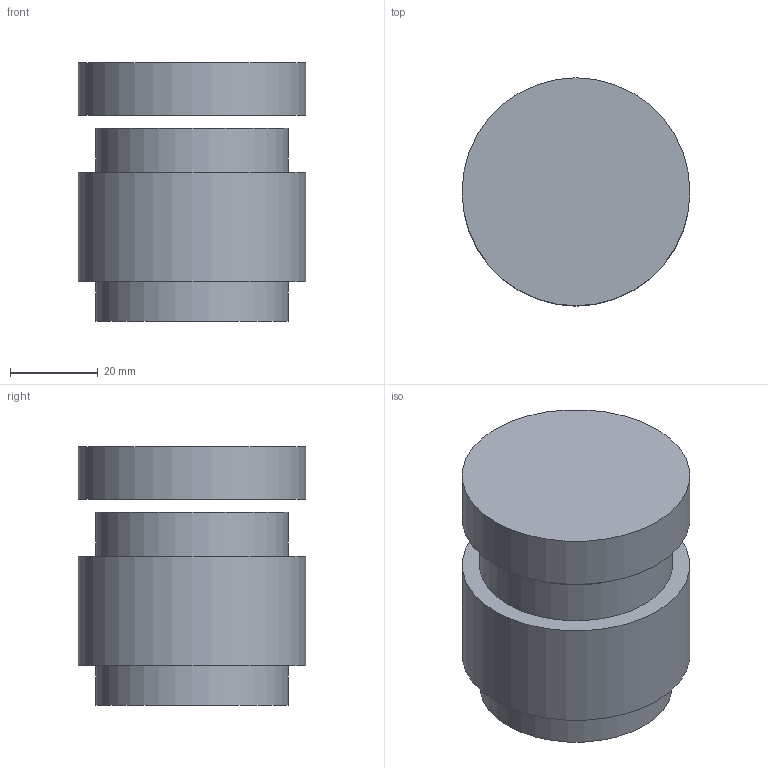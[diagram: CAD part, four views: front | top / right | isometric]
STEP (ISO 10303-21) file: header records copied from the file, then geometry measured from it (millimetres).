
FILE_DESCRIPTION(('FreeCAD Model'),'2;1');
FILE_NAME('Brake Fluid Reservoir.step','2018-04-18T14:24:31',('FreeCAD'),('FreeCAD'), 'Open CASCADE STEP processor 6.7','FreeCAD','Unknown');
FILE_SCHEMA(('AUTOMOTIVE_DESIGN_CC2 { 1 2 10303 214 -1 1 5 4 }'));
Length unit declared in the file: millimetre
Products named in the file (2): CAP_(Solid); BODY_(Solid)
Bounding box: 52 x 52 x 59 mm (x, y, z)
Volume: 48722.6 mm3; surface area: 23195.4 mm2
Topology: 2 solids, 2 shells, 16 faces, 23 edges, 15 vertices
Faces by surface type: cylinder 8, plane 8
Full cylindrical faces by diameter (mm): 11.5 x1, 36 x2, 43.8 x1, 44 x2, 52 x2
Entity records: 696 total; most frequent: DIRECTION 118, CARTESIAN_POINT 101, ORIENTED_EDGE 46, PCURVE 46, DEFINITIONAL_REPRESENTATION 46, LINE 40, VECTOR 40, AXIS2_PLACEMENT_3D 32
